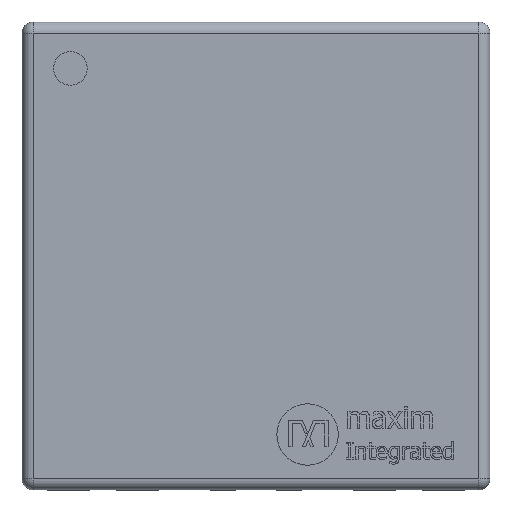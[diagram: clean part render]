
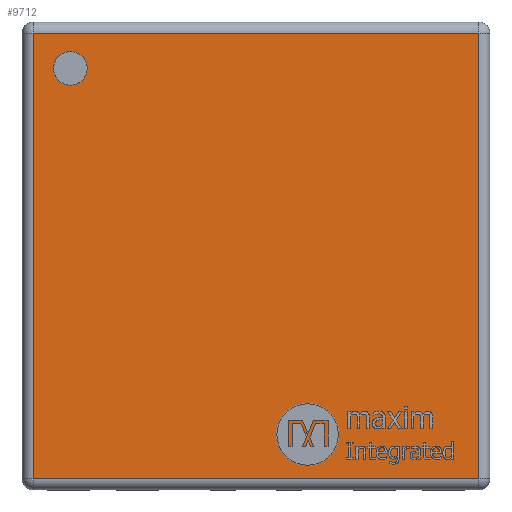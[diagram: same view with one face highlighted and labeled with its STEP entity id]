
A CAD part, top view. The second image highlights one B-rep face of the part: STEP entity #9712.
In plain terms, the highlighted planar face has unit normal (0, 0, 1).
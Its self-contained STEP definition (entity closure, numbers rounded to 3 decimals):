
#650=FACE_OUTER_BOUND('',#1216,.T.);
#1216=EDGE_LOOP('',(#6501,#6502,#6503,#6504));
#1806=LINE('',#13049,#2921);
#1807=LINE('',#13054,#2922);
#1808=LINE('',#13060,#2923);
#1809=LINE('',#13065,#2924);
#2921=VECTOR('',#10894,4.048);
#2922=VECTOR('',#10901,4.048);
#2923=VECTOR('',#10910,4.048);
#2924=VECTOR('',#10919,4.048);
#4032=VERTEX_POINT('',#13045);
#4033=VERTEX_POINT('',#13047);
#4034=VERTEX_POINT('',#13051);
#4035=VERTEX_POINT('',#13057);
#5005=EDGE_CURVE('',#4033,#4032,#1806,.T.);
#5008=EDGE_CURVE('',#4032,#4034,#1807,.T.);
#5011=EDGE_CURVE('',#4034,#4035,#1808,.T.);
#5014=EDGE_CURVE('',#4035,#4033,#1809,.T.);
#6501=ORIENTED_EDGE('',*,*,#5005,.F.);
#6502=ORIENTED_EDGE('',*,*,#5014,.F.);
#6503=ORIENTED_EDGE('',*,*,#5011,.F.);
#6504=ORIENTED_EDGE('',*,*,#5008,.F.);
#9303=PLANE('',#10333);
#9712=ADVANCED_FACE('',(#650),#9303,.T.);
#10333=AXIS2_PLACEMENT_3D('',#13068,#10924,#10925);
#10894=DIRECTION('',(0.,1.,0.));
#10901=DIRECTION('',(1.,0.,0.));
#10910=DIRECTION('',(0.,-1.,0.));
#10919=DIRECTION('',(-1.,0.,0.));
#10924=DIRECTION('center_axis',(0.,0.,1.));
#10925=DIRECTION('ref_axis',(1.,0.,0.));
#13045=CARTESIAN_POINT('',(-2.024,2.024,0.8));
#13047=CARTESIAN_POINT('',(-2.024,-2.024,0.8));
#13049=CARTESIAN_POINT('',(-2.024,1.062,0.8));
#13051=CARTESIAN_POINT('',(2.024,2.024,0.8));
#13054=CARTESIAN_POINT('',(1.062,2.024,0.8));
#13057=CARTESIAN_POINT('',(2.024,-2.024,0.8));
#13060=CARTESIAN_POINT('',(2.024,-1.062,0.8));
#13065=CARTESIAN_POINT('',(-1.062,-2.024,0.8));
#13068=CARTESIAN_POINT('Origin',(0.,0.,
0.8));
